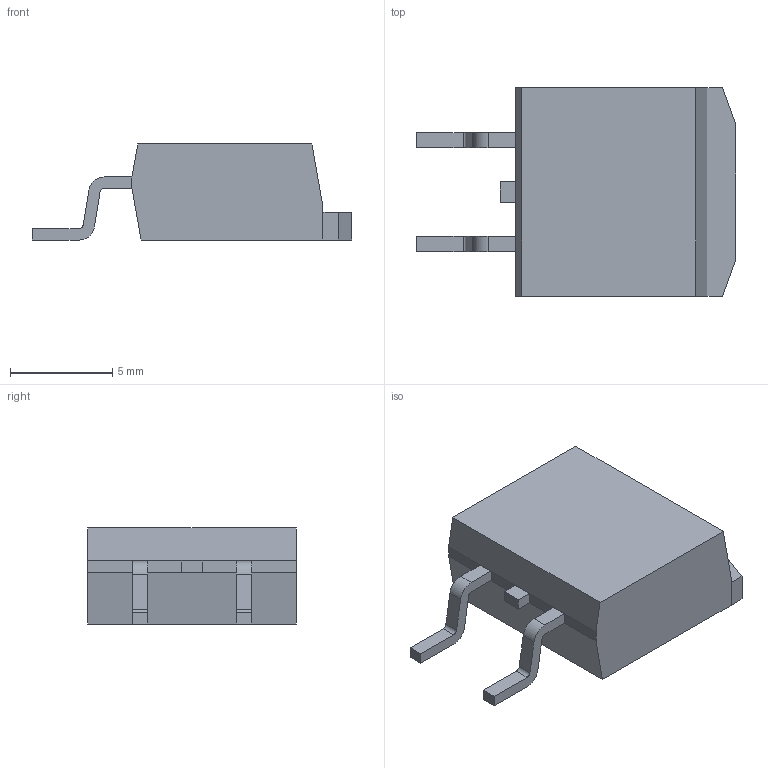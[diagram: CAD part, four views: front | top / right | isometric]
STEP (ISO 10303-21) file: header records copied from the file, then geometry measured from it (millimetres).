
FILE_DESCRIPTION(/* description */ (''),/* implementation_level */ '2;1');
FILE_NAME(/* name */ 'TO254P1530X470-3N-R830X1020.stp',/* time_stamp */ '2015-03-09T12:56:29+01:00',/* author */ ('admchouv'),/* organization */ (''),/* preprocessor_version */ 'ST-DEVELOPER v15.5',/* originating_system */ 'AutoCAD Mechanical',/* authorisation */ '');
FILE_SCHEMA (('AUTOMOTIVE_DESIGN { 1 0 10303 214 3 1 1 }'));
Length unit declared in the file: millimetre
Products named in the file (1): Product
Bounding box: 15.62 x 10.2 x 4.7 mm (x, y, z)
Volume: 455.7 mm3; surface area: 635.8 mm2
Topology: 6 solids, 6 shells, 61 faces, 149 edges, 102 vertices
Faces by surface type: plane 53, cylinder 8
Entity records: 1808 total; most frequent: CARTESIAN_POINT 313, ORIENTED_EDGE 294, DIRECTION 289, EDGE_CURVE 147, LINE 133, VECTOR 133, VERTEX_POINT 98, AXIS2_PLACEMENT_3D 78
